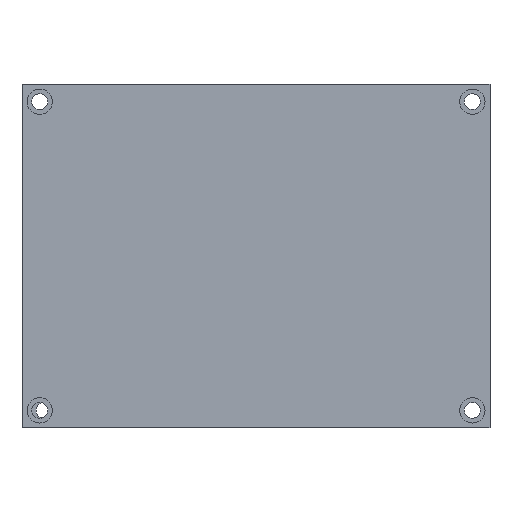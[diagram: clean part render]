
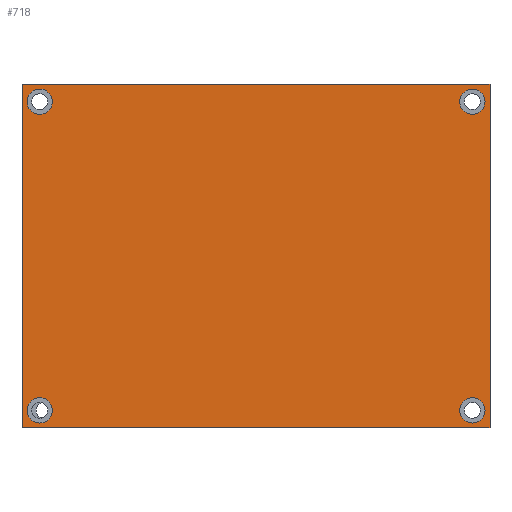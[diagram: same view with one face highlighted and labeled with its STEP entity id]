
A CAD part, left-side view. The second image highlights one B-rep face of the part: STEP entity #718.
In plain terms, the highlighted planar face has unit normal (-1, 0, 0).
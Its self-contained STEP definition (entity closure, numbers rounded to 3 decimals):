
#33=FACE_BOUND('',#137,.T.);
#34=FACE_BOUND('',#138,.T.);
#35=FACE_BOUND('',#139,.T.);
#36=FACE_BOUND('',#140,.T.);
#56=CIRCLE('',#770,2.7);
#58=CIRCLE('',#773,2.7);
#60=CIRCLE('',#776,2.7);
#62=CIRCLE('',#779,2.7);
#92=FACE_OUTER_BOUND('',#136,.T.);
#136=EDGE_LOOP('',(#569,#570,#571,#572));
#137=EDGE_LOOP('',(#573));
#138=EDGE_LOOP('',(#574));
#139=EDGE_LOOP('',(#575));
#140=EDGE_LOOP('',(#576));
#210=LINE('',#1116,#282);
#212=LINE('',#1120,#284);
#214=LINE('',#1124,#286);
#216=LINE('',#1127,#288);
#282=VECTOR('',#907,10.);
#284=VECTOR('',#911,10.);
#286=VECTOR('',#915,10.);
#288=VECTOR('',#919,10.);
#346=VERTEX_POINT('',#1090);
#348=VERTEX_POINT('',#1096);
#350=VERTEX_POINT('',#1102);
#352=VERTEX_POINT('',#1108);
#353=VERTEX_POINT('',#1113);
#354=VERTEX_POINT('',#1115);
#355=VERTEX_POINT('',#1119);
#356=VERTEX_POINT('',#1123);
#419=EDGE_CURVE('',#346,#346,#56,.T.);
#422=EDGE_CURVE('',#348,#348,#58,.T.);
#425=EDGE_CURVE('',#350,#350,#60,.T.);
#428=EDGE_CURVE('',#352,#352,#62,.T.);
#430=EDGE_CURVE('',#354,#353,#210,.T.);
#432=EDGE_CURVE('',#353,#355,#212,.T.);
#434=EDGE_CURVE('',#355,#356,#214,.T.);
#436=EDGE_CURVE('',#356,#354,#216,.T.);
#569=ORIENTED_EDGE('',*,*,#436,.T.);
#570=ORIENTED_EDGE('',*,*,#430,.T.);
#571=ORIENTED_EDGE('',*,*,#432,.T.);
#572=ORIENTED_EDGE('',*,*,#434,.T.);
#573=ORIENTED_EDGE('',*,*,#425,.F.);
#574=ORIENTED_EDGE('',*,*,#419,.F.);
#575=ORIENTED_EDGE('',*,*,#422,.F.);
#576=ORIENTED_EDGE('',*,*,#428,.F.);
#686=PLANE('',#785);
#718=ADVANCED_FACE('',(#92,#33,#34,#35,#36),#686,.F.);
#770=AXIS2_PLACEMENT_3D('',#1092,#879,#880);
#773=AXIS2_PLACEMENT_3D('',#1098,#886,#887);
#776=AXIS2_PLACEMENT_3D('',#1104,#893,#894);
#779=AXIS2_PLACEMENT_3D('',#1110,#900,#901);
#785=AXIS2_PLACEMENT_3D('',#1128,#920,#921);
#879=DIRECTION('center_axis',(-1.,0.,0.));
#880=DIRECTION('ref_axis',(0.,1.,0.));
#886=DIRECTION('center_axis',(-1.,0.,0.));
#887=DIRECTION('ref_axis',(0.,1.,0.));
#893=DIRECTION('center_axis',(-1.,0.,0.));
#894=DIRECTION('ref_axis',(0.,1.,0.));
#900=DIRECTION('center_axis',(-1.,0.,0.));
#901=DIRECTION('ref_axis',(0.,1.,0.));
#907=DIRECTION('',(0.,0.,1.));
#911=DIRECTION('',(0.,1.,0.));
#915=DIRECTION('',(0.,0.,-1.));
#919=DIRECTION('',(0.,-1.,0.));
#920=DIRECTION('center_axis',(1.,0.,0.));
#921=DIRECTION('ref_axis',(0.,1.,0.));
#1090=CARTESIAN_POINT('',(0.,-79.953,29.162));
#1092=CARTESIAN_POINT('Origin',(0.,-77.253,29.162));
#1096=CARTESIAN_POINT('',(0.,-79.953,-36.588));
#1098=CARTESIAN_POINT('Origin',(0.,-77.253,-36.588));
#1102=CARTESIAN_POINT('',(0.,12.204,-36.588));
#1104=CARTESIAN_POINT('Origin',(0.,14.904,-36.588));
#1108=CARTESIAN_POINT('',(0.,12.204,29.162));
#1110=CARTESIAN_POINT('Origin',(0.,14.904,29.162));
#1113=CARTESIAN_POINT('',(0.,-81.003,32.912));
#1115=CARTESIAN_POINT('',(0.,-81.003,-40.338));
#1116=CARTESIAN_POINT('',(0.,-81.003,-40.338));
#1119=CARTESIAN_POINT('',(0.,18.654,32.912));
#1120=CARTESIAN_POINT('',(0.,-81.003,32.912));
#1123=CARTESIAN_POINT('',(0.,18.654,-40.338));
#1124=CARTESIAN_POINT('',(0.,18.654,32.912));
#1127=CARTESIAN_POINT('',(0.,18.654,-40.338));
#1128=CARTESIAN_POINT('Origin',(0.,-31.175,
-3.713));
